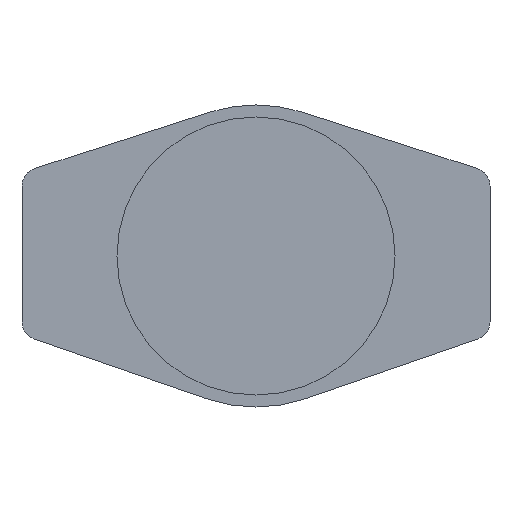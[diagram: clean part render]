
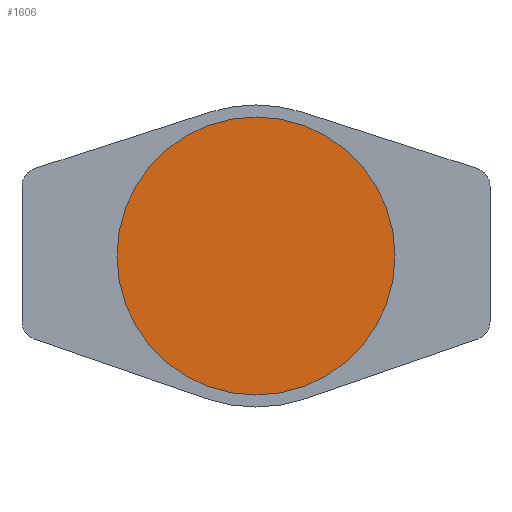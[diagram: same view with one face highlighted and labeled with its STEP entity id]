
A CAD part, front view. The second image highlights one B-rep face of the part: STEP entity #1606.
In plain terms, the highlighted planar face has unit normal (0, -1, 0).
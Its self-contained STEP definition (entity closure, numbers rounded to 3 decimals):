
#360=FACE_OUTER_BOUND('',#457,.T.);
#457=EDGE_LOOP('',(#1178,#1179));
#562=CIRCLE('',#1753,15.);
#563=CIRCLE('',#1754,15.);
#690=VERTEX_POINT('',#2702);
#691=VERTEX_POINT('',#2703);
#877=EDGE_CURVE('',#690,#691,#562,.T.);
#878=EDGE_CURVE('',#691,#690,#563,.T.);
#1178=ORIENTED_EDGE('',*,*,#877,.F.);
#1179=ORIENTED_EDGE('',*,*,#878,.F.);
#1535=PLANE('',#1752);
#1606=ADVANCED_FACE('',(#360),#1535,.T.);
#1752=AXIS2_PLACEMENT_3D('',#2701,#2046,#2047);
#1753=AXIS2_PLACEMENT_3D('',#2704,#2048,#2049);
#1754=AXIS2_PLACEMENT_3D('',#2705,#2050,#2051);
#2046=DIRECTION('center_axis',(0.,-1.,0.));
#2047=DIRECTION('ref_axis',(0.,0.,-1.));
#2048=DIRECTION('center_axis',(0.,1.,0.));
#2049=DIRECTION('ref_axis',(1.,0.,0.));
#2050=DIRECTION('center_axis',(0.,1.,0.));
#2051=DIRECTION('ref_axis',(1.,0.,0.));
#2701=CARTESIAN_POINT('Origin',(0.,-141.,15.));
#2702=CARTESIAN_POINT('',(0.,-141.,15.));
#2703=CARTESIAN_POINT('',(0.,-141.,-15.));
#2704=CARTESIAN_POINT('Origin',(0.,-141.,0.));
#2705=CARTESIAN_POINT('Origin',(0.,-141.,0.));
